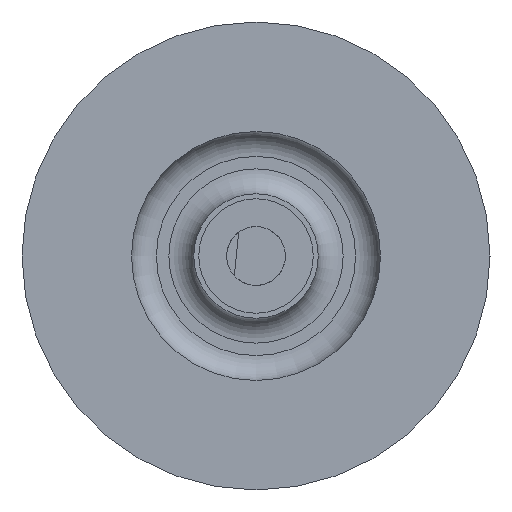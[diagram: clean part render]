
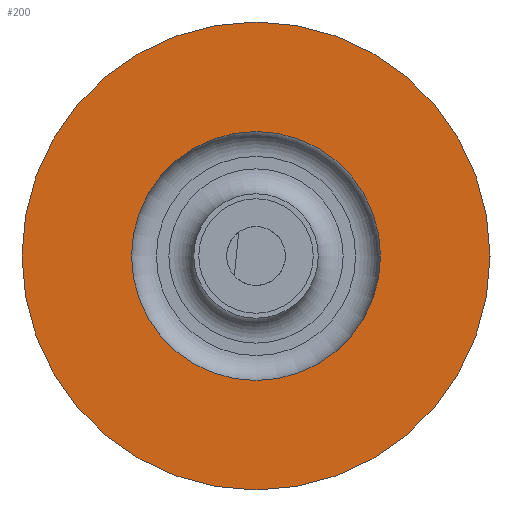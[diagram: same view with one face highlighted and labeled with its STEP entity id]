
A CAD part, left-side view. The second image highlights one B-rep face of the part: STEP entity #200.
In plain terms, the highlighted planar face has unit normal (-1, 0, 0).
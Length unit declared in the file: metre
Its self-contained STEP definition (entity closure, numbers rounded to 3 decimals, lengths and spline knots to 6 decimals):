
#60=ORIENTED_EDGE('',*,*,#78,.F.);
#61=ORIENTED_EDGE('',*,*,#84,.F.);
#78=EDGE_CURVE('',#95,#95,#110,.T.);
#84=EDGE_CURVE('',#101,#101,#116,.T.);
#95=VERTEX_POINT('',#351);
#101=VERTEX_POINT('',#368);
#110=CIRCLE('',#233,0.00635);
#116=CIRCLE('',#244,0.011938);
#141=EDGE_LOOP('',(#60));
#142=EDGE_LOOP('',(#61));
#171=FACE_BOUND('',#141,.T.);
#172=FACE_BOUND('',#142,.T.);
#185=PLANE('',#245);
#200=ADVANCED_FACE('',(#171,#172),#185,.F.);
#233=AXIS2_PLACEMENT_3D('',#350,#288,#289);
#244=AXIS2_PLACEMENT_3D('',#367,#310,#311);
#245=AXIS2_PLACEMENT_3D('',#369,#312,#313);
#288=DIRECTION('',(-1.,0.,0.));
#289=DIRECTION('',(0.,0.,1.));
#310=DIRECTION('',(1.,0.,0.));
#311=DIRECTION('',(0.,0.,-1.));
#312=DIRECTION('',(1.,0.,0.));
#313=DIRECTION('',(0.,1.,0.));
#350=CARTESIAN_POINT('',(-0.045458,-0.003747,0.109905));
#351=CARTESIAN_POINT('',(-0.045458,-0.003747,0.116255));
#367=CARTESIAN_POINT('',(-0.045458,-0.003747,0.109905));
#368=CARTESIAN_POINT('',(-0.045458,-0.003747,0.097967));
#369=CARTESIAN_POINT('',(-0.045458,-0.040252,0.132281));
